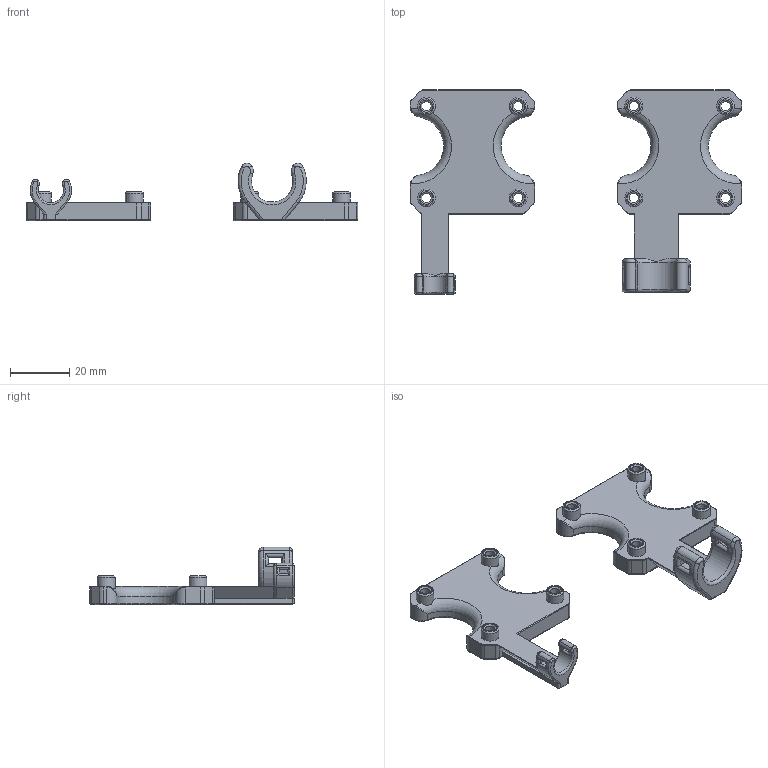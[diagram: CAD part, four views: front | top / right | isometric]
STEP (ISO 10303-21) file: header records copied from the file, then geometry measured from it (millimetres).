
FILE_DESCRIPTION(/* description */ (''),/* implementation_level */ '2;1');
FILE_NAME(/* name */ 'BTT 40mm umbilical motor mount v2.step',/* time_stamp */ '2022-06-20T08:24:36-05:00',/* author */ (''),/* organization */ (''),/* preprocessor_version */ 'ST-DEVELOPER v18.1',/* originating_system */ 'Autodesk Translation Framework v10.14.0.1471',/* authorisation */ '');
FILE_SCHEMA (('AUTOMOTIVE_DESIGN { 1 0 10303 214 3 1 1 }'));
Length unit declared in the file: millimetre
Products named in the file (3): BTT 40mm umbilical motor mount; Btt small; Btt large
Assembly tree (2 placements, depth 2):
  BTT 40mm umbilical motor mount
    Btt small
    Btt large
Bounding box: 112 x 68.96 x 19.4 mm (x, y, z)
Volume: 20696.8 mm3; surface area: 11643.3 mm2
Topology: 2 solids, 2 shells, 388 faces, 980 edges, 596 vertices
Faces by surface type: cylinder 140, torus 112, plane 99, bspline 37
Full cylindrical faces by diameter (mm): 3.2 x8, 4.7 x8, 6 x8
Entity records: 13274 total; most frequent: CARTESIAN_POINT 3853, DIRECTION 2059, ORIENTED_EDGE 1944, EDGE_CURVE 972, AXIS2_PLACEMENT_3D 867, VERTEX_POINT 596, CIRCLE 490, EDGE_LOOP 420
